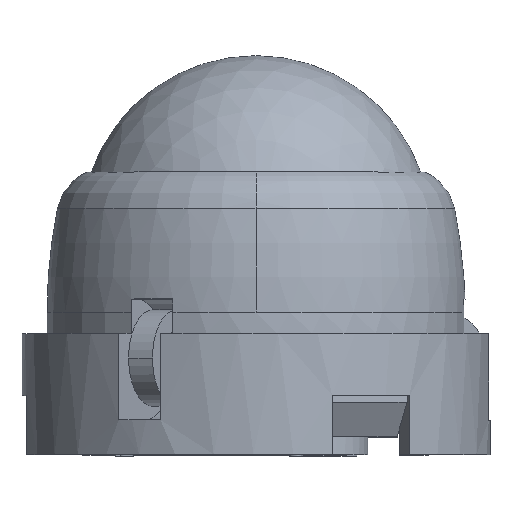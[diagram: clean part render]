
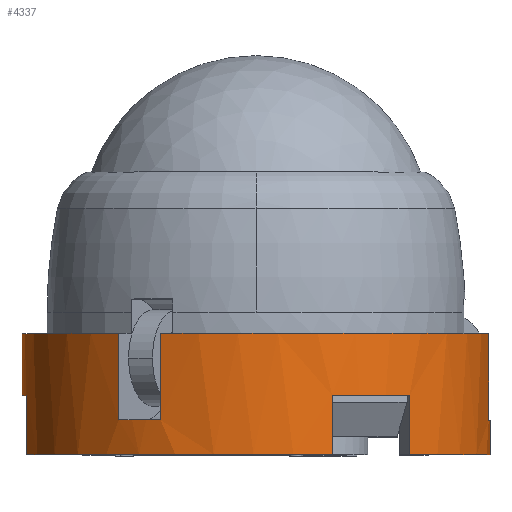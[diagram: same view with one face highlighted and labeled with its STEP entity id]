
A CAD part, top view. The second image highlights one B-rep face of the part: STEP entity #4337.
In plain terms, the highlighted cylindrical face has radius 17 mm (diameter 34 mm), a partial arc.
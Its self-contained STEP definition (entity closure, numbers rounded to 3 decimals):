
#27 = DIRECTION ( 'NONE',  ( 0., 1., 0. ) ) ;
#74 = DIRECTION ( 'NONE',  ( 0., 1., 0. ) ) ;
#106 = AXIS2_PLACEMENT_3D ( 'NONE', #14611, #967, #9611 ) ;
#172 = VERTEX_POINT ( 'NONE', #20265 ) ;
#351 = AXIS2_PLACEMENT_3D ( 'NONE', #6347, #6554, #11904 ) ;
#385 = CARTESIAN_POINT ( 'NONE',  ( 0., 2.5, 0. ) ) ;
#480 = CARTESIAN_POINT ( 'NONE',  ( 5.529, 16.655, 16.076 ) ) ;
#495 = CARTESIAN_POINT ( 'NONE',  ( 16.91, 16.292, 1.75 ) ) ;
#514 = EDGE_CURVE ( 'NONE', #19286, #18198, #10050, .T. ) ;
#679 = CARTESIAN_POINT ( 'NONE',  ( -17., 8.792, 0. ) ) ;
#690 = VERTEX_POINT ( 'NONE', #15721 ) ;
#804 = EDGE_CURVE ( 'NONE', #18198, #8437, #10289, .T. ) ;
#967 = DIRECTION ( 'NONE',  ( 0., -1., 0. ) ) ;
#998 = CARTESIAN_POINT ( 'NONE',  ( -9.97, 2.5, 13.769 ) ) ;
#1102 = CARTESIAN_POINT ( 'NONE',  ( 17., 16.292, 0. ) ) ;
#1106 = EDGE_CURVE ( 'NONE', #690, #16070, #9987, .T. ) ;
#1579 = VERTEX_POINT ( 'NONE', #16607 ) ;
#1607 = LINE ( 'NONE', #495, #8527 ) ;
#1679 = CARTESIAN_POINT ( 'NONE',  ( 0., 0., 0. ) ) ;
#1685 = EDGE_CURVE ( 'NONE', #690, #6055, #3831, .T. ) ;
#1811 = CARTESIAN_POINT ( 'NONE',  ( 0., 0., 0. ) ) ;
#2216 = VERTEX_POINT ( 'NONE', #15137 ) ;
#2332 = CARTESIAN_POINT ( 'NONE',  ( -6.939, 2.5, 15.519 ) ) ;
#2455 = ORIENTED_EDGE ( 'NONE', *, *, #1106, .F. ) ;
#3100 = DIRECTION ( 'NONE',  ( 0., 1., 0. ) ) ;
#3161 = CARTESIAN_POINT ( 'NONE',  ( -9.97, 8.792, 13.769 ) ) ;
#3365 = DIRECTION ( 'NONE',  ( 0., 1., 0. ) ) ;
#3378 = DIRECTION ( 'NONE',  ( 0., 1., 0. ) ) ;
#3462 = AXIS2_PLACEMENT_3D ( 'NONE', #1811, #74, #13724 ) ;
#3649 = AXIS2_PLACEMENT_3D ( 'NONE', #1679, #27, #3837 ) ;
#3831 = LINE ( 'NONE', #8505, #18571 ) ;
#3837 = DIRECTION ( 'NONE',  ( -1., 0., 0. ) ) ;
#3870 = ORIENTED_EDGE ( 'NONE', *, *, #7031, .F. ) ;
#3942 = VECTOR ( 'NONE', #11659, 1000. ) ;
#4337 = ADVANCED_FACE ( 'NONE', ( #14684 ), #20588, .T. ) ;
#4469 = ORIENTED_EDGE ( 'NONE', *, *, #804, .T. ) ;
#4913 = AXIS2_PLACEMENT_3D ( 'NONE', #385, #13887, #7242 ) ;
#5211 = ORIENTED_EDGE ( 'NONE', *, *, #5273, .F. ) ;
#5273 = EDGE_CURVE ( 'NONE', #16070, #172, #14061, .T. ) ;
#5670 = DIRECTION ( 'NONE',  ( 0., 0., 1. ) ) ;
#5731 = VERTEX_POINT ( 'NONE', #3161 ) ;
#5742 = AXIS2_PLACEMENT_3D ( 'NONE', #7455, #7516, #5670 ) ;
#6030 = CARTESIAN_POINT ( 'NONE',  ( -16.686, 16.655, 3.25 ) ) ;
#6055 = VERTEX_POINT ( 'NONE', #21828 ) ;
#6167 = ORIENTED_EDGE ( 'NONE', *, *, #12104, .T. ) ;
#6347 = CARTESIAN_POINT ( 'NONE',  ( 0., 4.292, 0. ) ) ;
#6447 = CIRCLE ( 'NONE', #3649, 17. ) ;
#6466 = ORIENTED_EDGE ( 'NONE', *, *, #1685, .T. ) ;
#6496 = CARTESIAN_POINT ( 'NONE',  ( 5.529, 4.292, 16.076 ) ) ;
#6554 = DIRECTION ( 'NONE',  ( 0., -1., 0. ) ) ;
#6847 = CIRCLE ( 'NONE', #3462, 17. ) ;
#6972 = LINE ( 'NONE', #20338, #15265 ) ;
#7031 = EDGE_CURVE ( 'NONE', #18342, #17752, #6972, .T. ) ;
#7242 = DIRECTION ( 'NONE',  ( 0., 0., -1. ) ) ;
#7244 = CARTESIAN_POINT ( 'NONE',  ( 0., 16.292, 0. ) ) ;
#7455 = CARTESIAN_POINT ( 'NONE',  ( 0., 8.792, 0. ) ) ;
#7516 = DIRECTION ( 'NONE',  ( 0., 1., 0. ) ) ;
#7683 = EDGE_CURVE ( 'NONE', #2216, #172, #6447, .T. ) ;
#7698 = ORIENTED_EDGE ( 'NONE', *, *, #21670, .F. ) ;
#8165 = LINE ( 'NONE', #6030, #22137 ) ;
#8172 = CIRCLE ( 'NONE', #5742, 17. ) ;
#8437 = VERTEX_POINT ( 'NONE', #10161 ) ;
#8503 = CARTESIAN_POINT ( 'NONE',  ( -9.97, 16.292, 13.769 ) ) ;
#8505 = CARTESIAN_POINT ( 'NONE',  ( 11.158, 16.655, 12.826 ) ) ;
#8527 = VECTOR ( 'NONE', #10393, 1000. ) ;
#8640 = DIRECTION ( 'NONE',  ( 0., -1., 0. ) ) ;
#8788 = DIRECTION ( 'NONE',  ( 0., 1., 0. ) ) ;
#9060 = DIRECTION ( 'NONE',  ( 0., -1., 0. ) ) ;
#9228 = ORIENTED_EDGE ( 'NONE', *, *, #12337, .F. ) ;
#9611 = DIRECTION ( 'NONE',  ( 0., 0., 1. ) ) ;
#9716 = CARTESIAN_POINT ( 'NONE',  ( 17., 2.5, 0. ) ) ;
#9987 = CIRCLE ( 'NONE', #351, 17. ) ;
#10007 = CIRCLE ( 'NONE', #15710, 17. ) ;
#10050 = LINE ( 'NONE', #1102, #3942 ) ;
#10161 = CARTESIAN_POINT ( 'NONE',  ( 16.91, 2.5, 1.75 ) ) ;
#10289 = CIRCLE ( 'NONE', #21988, 17. ) ;
#10393 = DIRECTION ( 'NONE',  ( 0., 1., 0. ) ) ;
#11007 = DIRECTION ( 'NONE',  ( 0., 0., 1. ) ) ;
#11189 = CIRCLE ( 'NONE', #106, 17. ) ;
#11306 = EDGE_CURVE ( 'NONE', #8437, #1579, #1607, .T. ) ;
#11659 = DIRECTION ( 'NONE',  ( 0., 1., 0. ) ) ;
#11896 = VECTOR ( 'NONE', #3365, 1000. ) ;
#11904 = DIRECTION ( 'NONE',  ( 0., 0., 1. ) ) ;
#12104 = EDGE_CURVE ( 'NONE', #6055, #19286, #6847, .T. ) ;
#12139 = CARTESIAN_POINT ( 'NONE',  ( -17., 4.292, 0. ) ) ;
#12337 = EDGE_CURVE ( 'NONE', #22110, #1579, #8172, .T. ) ;
#12682 = AXIS2_PLACEMENT_3D ( 'NONE', #7244, #3378, #18770 ) ;
#12710 = ORIENTED_EDGE ( 'NONE', *, *, #514, .T. ) ;
#13724 = DIRECTION ( 'NONE',  ( -1., 0., 0. ) ) ;
#13782 = CARTESIAN_POINT ( 'NONE',  ( -6.939, 16.292, 15.519 ) ) ;
#13817 = ORIENTED_EDGE ( 'NONE', *, *, #7683, .T. ) ;
#13887 = DIRECTION ( 'NONE',  ( 0., -1., 0. ) ) ;
#14061 = LINE ( 'NONE', #480, #15670 ) ;
#14251 = DIRECTION ( 'NONE',  ( 0., 1., 0. ) ) ;
#14611 = CARTESIAN_POINT ( 'NONE',  ( 0., 4.292, 0. ) ) ;
#14684 = FACE_OUTER_BOUND ( 'NONE', #15059, .T. ) ;
#14726 = DIRECTION ( 'NONE',  ( 1., 0., 0. ) ) ;
#14741 = DIRECTION ( 'NONE',  ( 0., -1., 0. ) ) ;
#15045 = CARTESIAN_POINT ( 'NONE',  ( -6.939, 8.792, 15.519 ) ) ;
#15059 = EDGE_LOOP ( 'NONE', ( #6167, #12710, #4469, #17683, #9228, #17142, #16403, #17909, #7698, #3870, #20642, #17253, #13817, #5211, #2455, #6466 ) ) ;
#15137 = CARTESIAN_POINT ( 'NONE',  ( -16.686, 0., 3.25 ) ) ;
#15265 = VECTOR ( 'NONE', #3100, 1000. ) ;
#15274 = EDGE_CURVE ( 'NONE', #16296, #22110, #19187, .T. ) ;
#15670 = VECTOR ( 'NONE', #9060, 1000. ) ;
#15710 = AXIS2_PLACEMENT_3D ( 'NONE', #19283, #14251, #11007 ) ;
#15721 = CARTESIAN_POINT ( 'NONE',  ( 11.158, 4.292, 12.826 ) ) ;
#15726 = EDGE_CURVE ( 'NONE', #16296, #20368, #19456, .T. ) ;
#16070 = VERTEX_POINT ( 'NONE', #6496 ) ;
#16080 = EDGE_CURVE ( 'NONE', #20368, #5731, #17285, .T. ) ;
#16296 = VERTEX_POINT ( 'NONE', #2332 ) ;
#16403 = ORIENTED_EDGE ( 'NONE', *, *, #15726, .T. ) ;
#16526 = DIRECTION ( 'NONE',  ( 0., -1., 0. ) ) ;
#16607 = CARTESIAN_POINT ( 'NONE',  ( 16.91, 8.792, 1.75 ) ) ;
#16630 = EDGE_CURVE ( 'NONE', #17573, #2216, #8165, .T. ) ;
#17142 = ORIENTED_EDGE ( 'NONE', *, *, #15274, .F. ) ;
#17253 = ORIENTED_EDGE ( 'NONE', *, *, #16630, .T. ) ;
#17285 = LINE ( 'NONE', #8503, #11896 ) ;
#17426 = CARTESIAN_POINT ( 'NONE',  ( -16.686, 4.292, 3.25 ) ) ;
#17573 = VERTEX_POINT ( 'NONE', #17426 ) ;
#17683 = ORIENTED_EDGE ( 'NONE', *, *, #11306, .T. ) ;
#17752 = VERTEX_POINT ( 'NONE', #679 ) ;
#17884 = VECTOR ( 'NONE', #8788, 1000. ) ;
#17909 = ORIENTED_EDGE ( 'NONE', *, *, #16080, .T. ) ;
#18198 = VERTEX_POINT ( 'NONE', #9716 ) ;
#18342 = VERTEX_POINT ( 'NONE', #12139 ) ;
#18569 = CARTESIAN_POINT ( 'NONE',  ( 17., 0., 0. ) ) ;
#18571 = VECTOR ( 'NONE', #8640, 1000. ) ;
#18770 = DIRECTION ( 'NONE',  ( -1., 0., 0. ) ) ;
#19187 = LINE ( 'NONE', #13782, #17884 ) ;
#19283 = CARTESIAN_POINT ( 'NONE',  ( 0., 8.792, 0. ) ) ;
#19286 = VERTEX_POINT ( 'NONE', #18569 ) ;
#19456 = CIRCLE ( 'NONE', #4913, 17. ) ;
#19896 = EDGE_CURVE ( 'NONE', #17573, #18342, #11189, .T. ) ;
#20265 = CARTESIAN_POINT ( 'NONE',  ( 5.529, 0., 16.076 ) ) ;
#20338 = CARTESIAN_POINT ( 'NONE',  ( -17., 16.292, 0. ) ) ;
#20368 = VERTEX_POINT ( 'NONE', #998 ) ;
#20588 = CYLINDRICAL_SURFACE ( 'NONE', #12682, 17. ) ;
#20642 = ORIENTED_EDGE ( 'NONE', *, *, #19896, .F. ) ;
#21570 = CARTESIAN_POINT ( 'NONE',  ( 0., 2.5, 0. ) ) ;
#21670 = EDGE_CURVE ( 'NONE', #17752, #5731, #10007, .T. ) ;
#21828 = CARTESIAN_POINT ( 'NONE',  ( 11.158, 0., 12.826 ) ) ;
#21988 = AXIS2_PLACEMENT_3D ( 'NONE', #21570, #16526, #14726 ) ;
#22110 = VERTEX_POINT ( 'NONE', #15045 ) ;
#22137 = VECTOR ( 'NONE', #14741, 1000. ) ;
